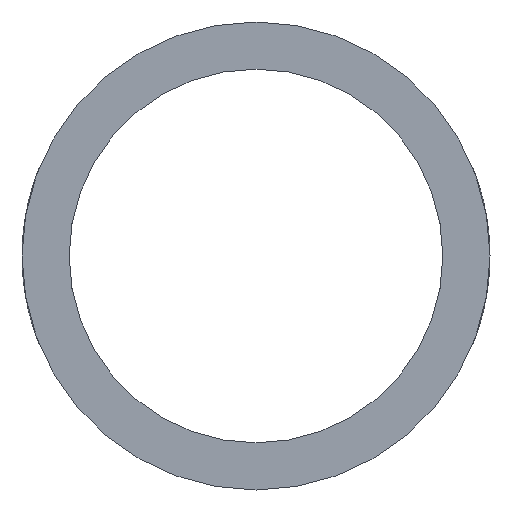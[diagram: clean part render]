
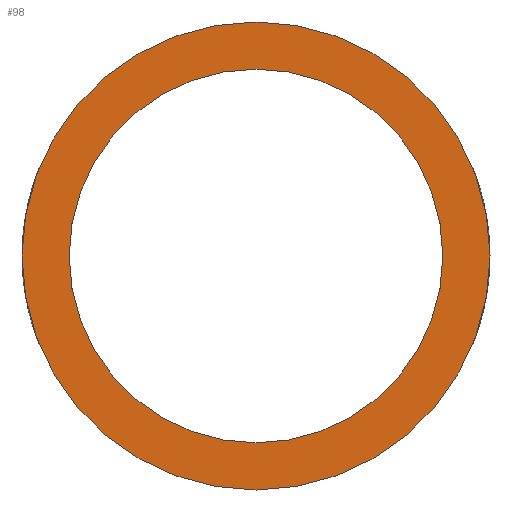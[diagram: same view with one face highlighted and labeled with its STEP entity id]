
A CAD part, front view. The second image highlights one B-rep face of the part: STEP entity #98.
In plain terms, the highlighted planar face has unit normal (0, -1, 0).
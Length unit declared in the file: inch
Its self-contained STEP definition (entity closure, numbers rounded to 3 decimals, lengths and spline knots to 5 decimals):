
#16=PLANE('',#128);
#18=CIRCLE('',#123,0.525);
#20=CIRCLE('',#126,0.6575);
#30=FACE_BOUND('',#52,.T.);
#36=FACE_OUTER_BOUND('',#51,.T.);
#51=EDGE_LOOP('',(#87));
#52=EDGE_LOOP('',(#88));
#62=VERTEX_POINT('',#297);
#64=VERTEX_POINT('',#302);
#70=EDGE_CURVE('',#62,#62,#18,.T.);
#72=EDGE_CURVE('',#64,#64,#20,.T.);
#87=ORIENTED_EDGE('',*,*,#72,.F.);
#88=ORIENTED_EDGE('',*,*,#70,.T.);
#98=ADVANCED_FACE('',(#36,#30),#16,.F.);
#123=AXIS2_PLACEMENT_3D('',#298,#139,#140);
#126=AXIS2_PLACEMENT_3D('',#303,#145,#146);
#128=AXIS2_PLACEMENT_3D('',#305,#149,#150);
#139=DIRECTION('center_axis',(0.,1.,0.));
#140=DIRECTION('ref_axis',(0.,0.,1.));
#145=DIRECTION('center_axis',(0.,1.,0.));
#146=DIRECTION('ref_axis',(0.,0.,1.));
#149=DIRECTION('center_axis',(0.,1.,0.));
#150=DIRECTION('ref_axis',(0.,0.,1.));
#297=CARTESIAN_POINT('',(0.,0.,-0.525));
#298=CARTESIAN_POINT('Origin',(0.,0.,0.));
#302=CARTESIAN_POINT('',(0.,0.,-0.6575));
#303=CARTESIAN_POINT('Origin',(0.,0.,0.));
#305=CARTESIAN_POINT('Origin',(0.,0.,0.));
